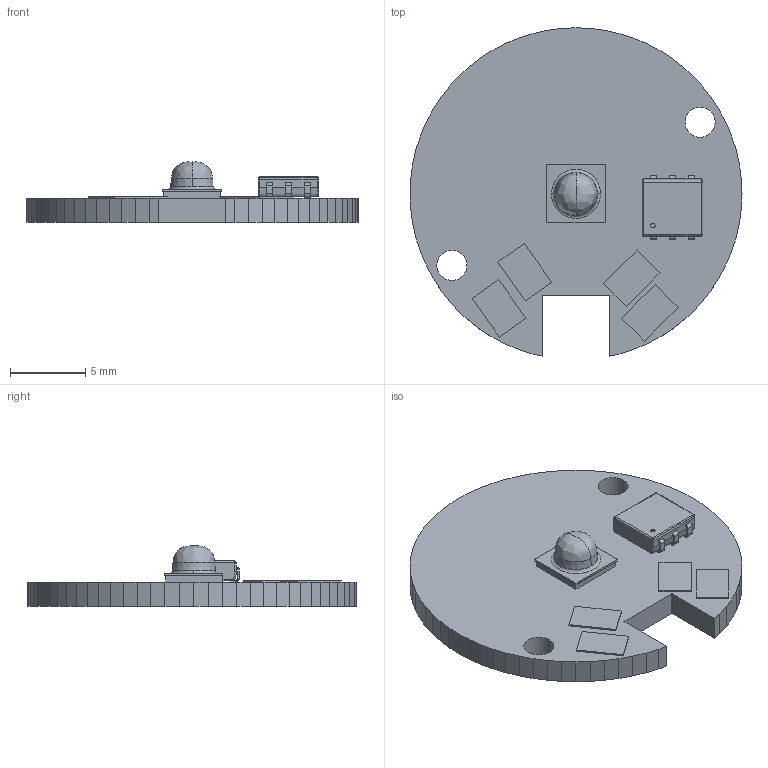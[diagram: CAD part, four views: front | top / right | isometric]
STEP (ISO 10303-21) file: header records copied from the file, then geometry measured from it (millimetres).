
FILE_DESCRIPTION (( 'STEP AP214' ), '1' );
FILE_NAME ('MTN002338-E0W - Rev B.STEP', '2015-09-21T15:21:01', ( '' ), ( '' ), 'SwSTEP 2.0', 'SolidWorks 2014', '' );
FILE_SCHEMA (( 'AUTOMOTIVE_DESIGN' ));
Length unit declared in the file: millimetre
Products named in the file (1): MTN002338-E0W - Rev B
Bounding box: 22.02 x 21.78 x 4 mm (x, y, z)
Volume: 608.9 mm3; surface area: 1020 mm2
Topology: 13 solids, 13 shells, 275 faces, 707 edges, 456 vertices
Faces by surface type: plane 194, bspline 41, cylinder 38, cone 2
Entity records: 13753 total; most frequent: CARTESIAN_POINT 4154, ORIENTED_EDGE 1398, DIRECTION 1169, EDGE_CURVE 699, VECTOR 543, LINE 543, VERTEX_POINT 456, AXIS2_PLACEMENT_3D 313
